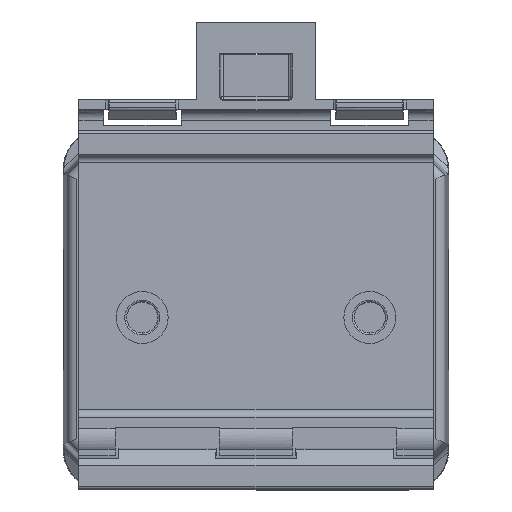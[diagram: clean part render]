
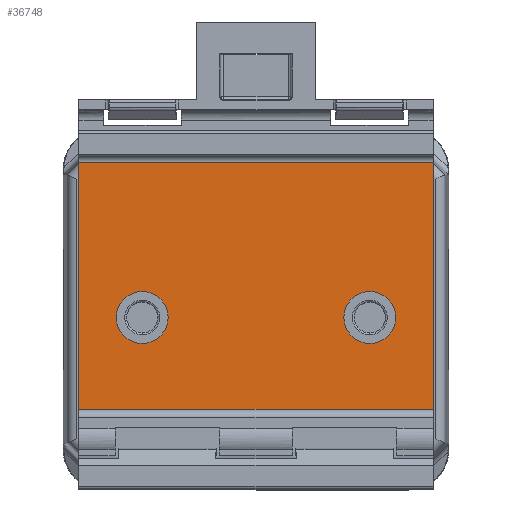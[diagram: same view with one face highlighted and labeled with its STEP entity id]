
A CAD part, top view. The second image highlights one B-rep face of the part: STEP entity #36748.
In plain terms, the highlighted planar face has unit normal (0, 0, 1).
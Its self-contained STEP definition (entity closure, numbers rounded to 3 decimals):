
#287 = CIRCLE ( 'NONE', #12675, 2.6 ) ;
#506 = CIRCLE ( 'NONE', #19483, 2.6 ) ;
#593 = DIRECTION ( 'NONE',  ( 0., 0., 1. ) ) ;
#1011 = CARTESIAN_POINT ( 'NONE',  ( 2.025, 20.051, 41.125 ) ) ;
#1068 = VERTEX_POINT ( 'NONE', #24517 ) ;
#1575 = VERTEX_POINT ( 'NONE', #8079 ) ;
#2846 = CARTESIAN_POINT ( 'NONE',  ( 2.025, 20.051, 41.125 ) ) ;
#3320 = FACE_OUTER_BOUND ( 'NONE', #18580, .T. ) ;
#3713 = DIRECTION ( 'NONE',  ( 0., -1., 0. ) ) ;
#3733 = DIRECTION ( 'NONE',  ( 0., -1., 0. ) ) ;
#4896 = LINE ( 'NONE', #10463, #35192 ) ;
#5677 = DIRECTION ( 'NONE',  ( 0., 0., 1. ) ) ;
#6524 = CARTESIAN_POINT ( 'NONE',  ( -27.125, 1.951, 41.125 ) ) ;
#8079 = CARTESIAN_POINT ( 'NONE',  ( -33.475, 20.051, 41.125 ) ) ;
#8812 = EDGE_LOOP ( 'NONE', ( #38440, #14607 ) ) ;
#10064 = CARTESIAN_POINT ( 'NONE',  ( 2.025, -4.649, 41.125 ) ) ;
#10463 = CARTESIAN_POINT ( 'NONE',  ( 2.025, 20.051, 41.125 ) ) ;
#10857 = LINE ( 'NONE', #29655, #26498 ) ;
#11091 = EDGE_CURVE ( 'NONE', #16881, #18450, #4896, .T. ) ;
#11794 = CARTESIAN_POINT ( 'NONE',  ( -4.325, 7.151, 41.125 ) ) ;
#12271 = CARTESIAN_POINT ( 'NONE',  ( -27.125, 4.551, 41.125 ) ) ;
#12646 = PLANE ( 'NONE',  #18300 ) ;
#12675 = AXIS2_PLACEMENT_3D ( 'NONE', #12271, #5677, #21132 ) ;
#13587 = DIRECTION ( 'NONE',  ( 0., 1., 0. ) ) ;
#13613 = FACE_BOUND ( 'NONE', #8812, .T. ) ;
#14122 = VECTOR ( 'NONE', #32810, 1000. ) ;
#14607 = ORIENTED_EDGE ( 'NONE', *, *, #22353, .F. ) ;
#15068 = FACE_BOUND ( 'NONE', #29421, .T. ) ;
#15990 = ORIENTED_EDGE ( 'NONE', *, *, #40296, .F. ) ;
#16820 = DIRECTION ( 'NONE',  ( 0., 0., -1. ) ) ;
#16881 = VERTEX_POINT ( 'NONE', #2846 ) ;
#17440 = CARTESIAN_POINT ( 'NONE',  ( 2.025, 20.051, 41.125 ) ) ;
#18300 = AXIS2_PLACEMENT_3D ( 'NONE', #1011, #16820, #13587 ) ;
#18450 = VERTEX_POINT ( 'NONE', #10064 ) ;
#18580 = EDGE_LOOP ( 'NONE', ( #25407, #23268, #31015, #40289 ) ) ;
#19483 = AXIS2_PLACEMENT_3D ( 'NONE', #22390, #25423, #3713 ) ;
#21132 = DIRECTION ( 'NONE',  ( 0., -1., 0. ) ) ;
#22353 = EDGE_CURVE ( 'NONE', #34516, #29602, #506, .T. ) ;
#22390 = CARTESIAN_POINT ( 'NONE',  ( -27.125, 4.551, 41.125 ) ) ;
#23268 = ORIENTED_EDGE ( 'NONE', *, *, #38380, .F. ) ;
#23334 = DIRECTION ( 'NONE',  ( -1., 0., 0. ) ) ;
#24445 = CARTESIAN_POINT ( 'NONE',  ( -4.325, 4.551, 41.125 ) ) ;
#24517 = CARTESIAN_POINT ( 'NONE',  ( -4.325, 1.951, 41.125 ) ) ;
#24599 = DIRECTION ( 'NONE',  ( 0., 0., 1. ) ) ;
#24612 = EDGE_CURVE ( 'NONE', #29602, #34516, #287, .T. ) ;
#24835 = CIRCLE ( 'NONE', #31648, 2.6 ) ;
#25407 = ORIENTED_EDGE ( 'NONE', *, *, #29412, .T. ) ;
#25423 = DIRECTION ( 'NONE',  ( 0., 0., 1. ) ) ;
#26181 = DIRECTION ( 'NONE',  ( 0., -1., 0. ) ) ;
#26498 = VECTOR ( 'NONE', #23334, 1000. ) ;
#27313 = LINE ( 'NONE', #30210, #14122 ) ;
#28251 = CARTESIAN_POINT ( 'NONE',  ( -27.125, 7.151, 41.125 ) ) ;
#28417 = EDGE_CURVE ( 'NONE', #16881, #1575, #39291, .T. ) ;
#29412 = EDGE_CURVE ( 'NONE', #1575, #30903, #27313, .T. ) ;
#29421 = EDGE_LOOP ( 'NONE', ( #38836, #15990 ) ) ;
#29602 = VERTEX_POINT ( 'NONE', #6524 ) ;
#29655 = CARTESIAN_POINT ( 'NONE',  ( 2.025, -4.649, 41.125 ) ) ;
#30210 = CARTESIAN_POINT ( 'NONE',  ( -33.475, 20.051, 41.125 ) ) ;
#30528 = AXIS2_PLACEMENT_3D ( 'NONE', #24445, #24599, #40392 ) ;
#30601 = CIRCLE ( 'NONE', #30528, 2.6 ) ;
#30903 = VERTEX_POINT ( 'NONE', #35838 ) ;
#31015 = ORIENTED_EDGE ( 'NONE', *, *, #11091, .F. ) ;
#31648 = AXIS2_PLACEMENT_3D ( 'NONE', #34327, #593, #3733 ) ;
#32460 = VECTOR ( 'NONE', #39298, 1000. ) ;
#32810 = DIRECTION ( 'NONE',  ( 0., -1., 0. ) ) ;
#34327 = CARTESIAN_POINT ( 'NONE',  ( -4.325, 4.551, 41.125 ) ) ;
#34516 = VERTEX_POINT ( 'NONE', #28251 ) ;
#35192 = VECTOR ( 'NONE', #26181, 1000. ) ;
#35838 = CARTESIAN_POINT ( 'NONE',  ( -33.475, -4.649, 41.125 ) ) ;
#36649 = EDGE_CURVE ( 'NONE', #1068, #39716, #24835, .T. ) ;
#36748 = ADVANCED_FACE ( 'NONE', ( #13613, #15068, #3320 ), #12646, .F. ) ;
#38380 = EDGE_CURVE ( 'NONE', #18450, #30903, #10857, .T. ) ;
#38440 = ORIENTED_EDGE ( 'NONE', *, *, #24612, .F. ) ;
#38836 = ORIENTED_EDGE ( 'NONE', *, *, #36649, .F. ) ;
#39291 = LINE ( 'NONE', #17440, #32460 ) ;
#39298 = DIRECTION ( 'NONE',  ( -1., 0., 0. ) ) ;
#39716 = VERTEX_POINT ( 'NONE', #11794 ) ;
#40289 = ORIENTED_EDGE ( 'NONE', *, *, #28417, .T. ) ;
#40296 = EDGE_CURVE ( 'NONE', #39716, #1068, #30601, .T. ) ;
#40392 = DIRECTION ( 'NONE',  ( 0., -1., 0. ) ) ;
